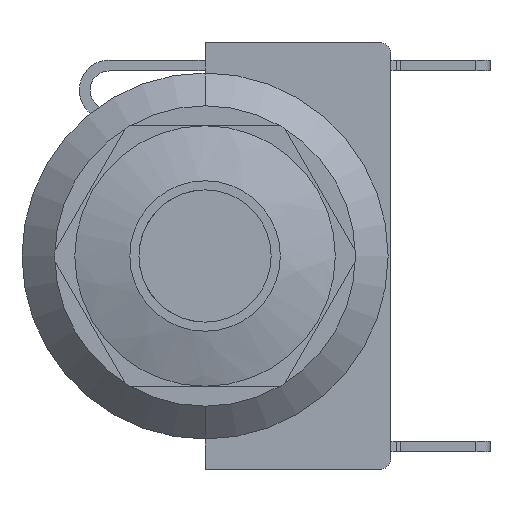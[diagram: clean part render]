
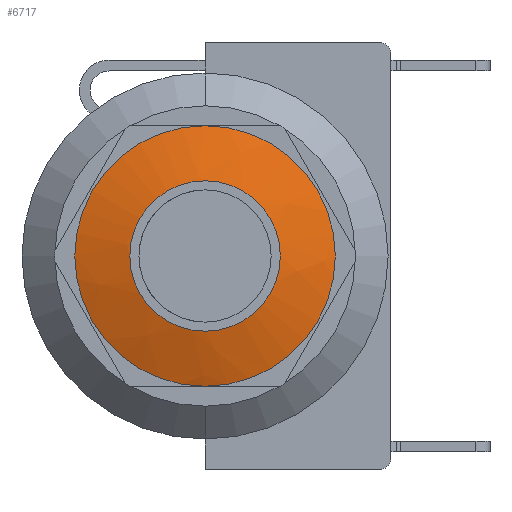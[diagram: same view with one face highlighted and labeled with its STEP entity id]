
A CAD part, left-side view. The second image highlights one B-rep face of the part: STEP entity #6717.
In plain terms, the highlighted spherical face has radius 15.88 mm.
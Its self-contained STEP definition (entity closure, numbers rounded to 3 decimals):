
#503 = CARTESIAN_POINT ( 'NONE',  ( -7.589, 0., 0. ) ) ;
#611 = AXIS2_PLACEMENT_3D ( 'NONE', #3002, #6289, #7565 ) ;
#793 = CIRCLE ( 'NONE', #4344, 5.55 ) ;
#1005 = CARTESIAN_POINT ( 'NONE',  ( -8.264, 0., 3.205 ) ) ;
#1182 = DIRECTION ( 'NONE',  ( 0., -1., 0. ) ) ;
#1307 = ORIENTED_EDGE ( 'NONE', *, *, #3089, .T. ) ;
#1447 = CARTESIAN_POINT ( 'NONE',  ( -8.264, 0., 0. ) ) ;
#1541 = AXIS2_PLACEMENT_3D ( 'NONE', #7246, #2623, #6579 ) ;
#1755 = ORIENTED_EDGE ( 'NONE', *, *, #8126, .F. ) ;
#1948 = AXIS2_PLACEMENT_3D ( 'NONE', #2312, #2879, #7412 ) ;
#2278 = EDGE_LOOP ( 'NONE', ( #1307, #2936 ) ) ;
#2312 = CARTESIAN_POINT ( 'NONE',  ( -7.589, 0., 0. ) ) ;
#2623 = DIRECTION ( 'NONE',  ( -0.819, -0.394, -0.418 ) ) ;
#2879 = DIRECTION ( 'NONE',  ( 1., 0., 0. ) ) ;
#2936 = ORIENTED_EDGE ( 'NONE', *, *, #8397, .T. ) ;
#3002 = CARTESIAN_POINT ( 'NONE',  ( -8.264, 0., 0. ) ) ;
#3089 = EDGE_CURVE ( 'NONE', #4290, #3359, #5237, .T. ) ;
#3125 = DIRECTION ( 'NONE',  ( 1., 0., 0. ) ) ;
#3182 = EDGE_LOOP ( 'NONE', ( #1755, #3793 ) ) ;
#3359 = VERTEX_POINT ( 'NONE', #3981 ) ;
#3424 = DIRECTION ( 'NONE',  ( 1., 0., 0. ) ) ;
#3793 = ORIENTED_EDGE ( 'NONE', *, *, #6949, .F. ) ;
#3981 = CARTESIAN_POINT ( 'NONE',  ( -8.264, 0., -3.205 ) ) ;
#4068 = VERTEX_POINT ( 'NONE', #5468 ) ;
#4290 = VERTEX_POINT ( 'NONE', #1005 ) ;
#4344 = AXIS2_PLACEMENT_3D ( 'NONE', #503, #3125, #1182 ) ;
#4364 = SPHERICAL_SURFACE ( 'NONE', #1541, 15.88 ) ;
#4653 = FACE_OUTER_BOUND ( 'NONE', #3182, .T. ) ;
#5237 = CIRCLE ( 'NONE', #611, 3.205 ) ;
#5468 = CARTESIAN_POINT ( 'NONE',  ( -7.589, 0., 5.55 ) ) ;
#5583 = FACE_BOUND ( 'NONE', #2278, .T. ) ;
#6262 = CARTESIAN_POINT ( 'NONE',  ( -7.589, 0., -5.55 ) ) ;
#6289 = DIRECTION ( 'NONE',  ( 1., 0., 0. ) ) ;
#6579 = DIRECTION ( 'NONE',  ( -0.454, 0.89, 0.051 ) ) ;
#6609 = DIRECTION ( 'NONE',  ( 0., 0., 1. ) ) ;
#6717 = ADVANCED_FACE ( 'NONE', ( #4653, #5583 ), #4364, .T. ) ;
#6949 = EDGE_CURVE ( 'NONE', #4068, #7123, #7751, .T. ) ;
#7123 = VERTEX_POINT ( 'NONE', #6262 ) ;
#7246 = CARTESIAN_POINT ( 'NONE',  ( 7.289, 0., 0. ) ) ;
#7412 = DIRECTION ( 'NONE',  ( 0., -1., 0. ) ) ;
#7565 = DIRECTION ( 'NONE',  ( 0., 0., 1. ) ) ;
#7751 = CIRCLE ( 'NONE', #1948, 5.55 ) ;
#8027 = AXIS2_PLACEMENT_3D ( 'NONE', #1447, #3424, #6609 ) ;
#8126 = EDGE_CURVE ( 'NONE', #7123, #4068, #793, .T. ) ;
#8317 = CIRCLE ( 'NONE', #8027, 3.205 ) ;
#8397 = EDGE_CURVE ( 'NONE', #3359, #4290, #8317, .T. ) ;
